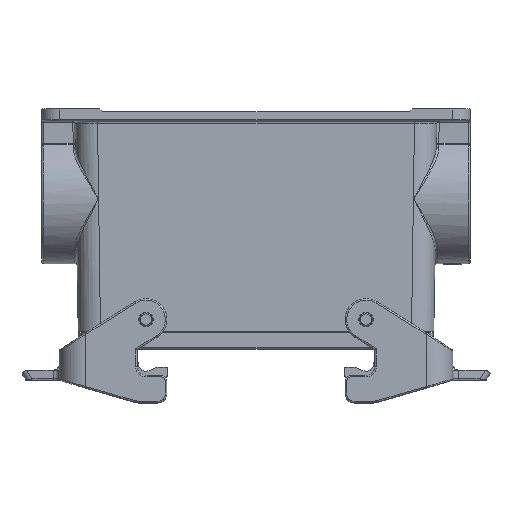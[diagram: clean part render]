
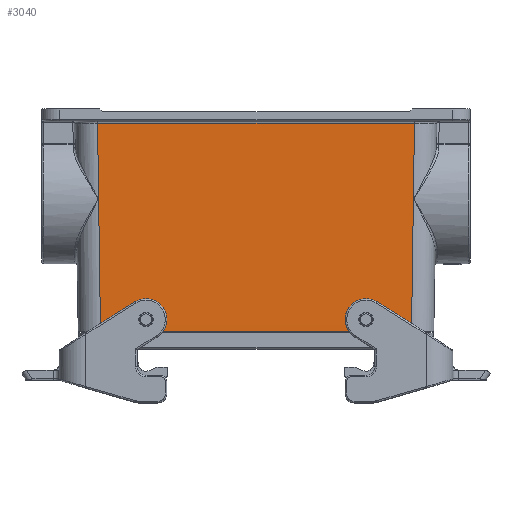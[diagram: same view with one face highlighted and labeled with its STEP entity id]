
A CAD part, top view. The second image highlights one B-rep face of the part: STEP entity #3040.
In plain terms, the highlighted planar face has unit normal (0, -0.011, 1).
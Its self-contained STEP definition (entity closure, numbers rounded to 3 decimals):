
#88=ELLIPSE('',#17697,3.5,3.5);
#89=ELLIPSE('',#17698,3.5,3.5);
#2197=FACE_BOUND('',#4612,.T.);
#2198=FACE_BOUND('',#4613,.T.);
#2199=FACE_BOUND('',#4614,.T.);
#2589=PLANE('',#17699);
#3040=ADVANCED_FACE('',(#2197,#2198,#2199),#2589,.F.);
#4612=EDGE_LOOP('',(#6678,#6679,#6680,#6681));
#4613=EDGE_LOOP('',(#6682,#6683,#6684,#6685));
#4614=EDGE_LOOP('',(#6686,#6687,#6688,#6689));
#6678=ORIENTED_EDGE('',*,*,#10312,.F.);
#6679=ORIENTED_EDGE('',*,*,#10313,.F.);
#6680=ORIENTED_EDGE('',*,*,#10314,.F.);
#6681=ORIENTED_EDGE('',*,*,#10315,.F.);
#6682=ORIENTED_EDGE('',*,*,#10316,.F.);
#6683=ORIENTED_EDGE('',*,*,#10317,.F.);
#6684=ORIENTED_EDGE('',*,*,#10318,.F.);
#6685=ORIENTED_EDGE('',*,*,#10319,.F.);
#6686=ORIENTED_EDGE('',*,*,#10320,.T.);
#6687=ORIENTED_EDGE('',*,*,#10321,.T.);
#6688=ORIENTED_EDGE('',*,*,#10322,.T.);
#6689=ORIENTED_EDGE('',*,*,#10248,.F.);
#8918=VERTEX_POINT('',#28360);
#8919=VERTEX_POINT('',#28362);
#8978=VERTEX_POINT('',#28512);
#8979=VERTEX_POINT('',#28513);
#8980=VERTEX_POINT('',#28515);
#8981=VERTEX_POINT('',#28526);
#8982=VERTEX_POINT('',#28529);
#8983=VERTEX_POINT('',#28530);
#8984=VERTEX_POINT('',#28532);
#8985=VERTEX_POINT('',#28543);
#8986=VERTEX_POINT('',#28546);
#8987=VERTEX_POINT('',#28548);
#10248=EDGE_CURVE('',#8918,#8919,#14193,.T.);
#10312=EDGE_CURVE('',#8978,#8979,#88,.T.);
#10313=EDGE_CURVE('',#8980,#8978,#14233,.T.);
#10314=EDGE_CURVE('',#8981,#8980,#12136,.T.);
#10315=EDGE_CURVE('',#8979,#8981,#14234,.T.);
#10316=EDGE_CURVE('',#8982,#8983,#89,.T.);
#10317=EDGE_CURVE('',#8984,#8982,#14235,.T.);
#10318=EDGE_CURVE('',#8985,#8984,#12137,.T.);
#10319=EDGE_CURVE('',#8983,#8985,#14236,.T.);
#10320=EDGE_CURVE('',#8918,#8986,#14237,.T.);
#10321=EDGE_CURVE('',#8986,#8987,#14238,.T.);
#10322=EDGE_CURVE('',#8987,#8919,#14239,.T.);
#12136=B_SPLINE_CURVE_WITH_KNOTS('',3,(#28516,#28517,#28518,#28519,#28520,
#28521,#28522,#28523,#28524,#28525),.UNSPECIFIED.,.F.,.F.,(4,2,2,2,4),(0.,
0.25,0.5,0.75,1.),.UNSPECIFIED.);
#12137=B_SPLINE_CURVE_WITH_KNOTS('',3,(#28533,#28534,#28535,#28536,#28537,
#28538,#28539,#28540,#28541,#28542),.UNSPECIFIED.,.F.,.F.,(4,2,2,2,4),(0.,
0.25,0.5,0.75,1.),.UNSPECIFIED.);
#14193=LINE('',#28361,#15195);
#14233=LINE('',#28514,#15235);
#14234=LINE('',#28527,#15236);
#14235=LINE('',#28531,#15237);
#14236=LINE('',#28544,#15238);
#14237=LINE('',#28545,#15239);
#14238=LINE('',#28547,#15240);
#14239=LINE('',#28549,#15241);
#15195=VECTOR('',#19984,1.);
#15235=VECTOR('',#20088,1.);
#15236=VECTOR('',#20089,1.);
#15237=VECTOR('',#20092,1.);
#15238=VECTOR('',#20093,1.);
#15239=VECTOR('',#20094,1.);
#15240=VECTOR('',#20095,1.);
#15241=VECTOR('',#20096,1.);
#17697=AXIS2_PLACEMENT_3D('',#28511,#20086,#20087);
#17698=AXIS2_PLACEMENT_3D('',#28528,#20090,#20091);
#17699=AXIS2_PLACEMENT_3D('',#28550,#20097,#20098);
#19984=DIRECTION('',(-1.,0.,0.));
#20086=DIRECTION('',(0.,-0.011,1.));
#20087=DIRECTION('',(0.,1.,0.011));
#20088=DIRECTION('',(1.,0.,0.));
#20089=DIRECTION('',(1.,0.,0.));
#20090=DIRECTION('',(0.,-0.011,1.));
#20091=DIRECTION('',(0.,1.,0.011));
#20092=DIRECTION('',(1.,0.,0.));
#20093=DIRECTION('',(1.,0.,0.));
#20094=DIRECTION('',(0.014,1.,0.011));
#20095=DIRECTION('',(-1.,0.,0.));
#20096=DIRECTION('',(0.014,-1.,-0.011));
#20097=DIRECTION('',(0.,0.011,-1.));
#20098=DIRECTION('',(-1.,0.,0.));
#28360=CARTESIAN_POINT('',(52.3,-5.7,21.5));
#28361=CARTESIAN_POINT('',(59.8,-5.7,21.5));
#28362=CARTESIAN_POINT('',(-52.3,-5.7,21.5));
#28511=CARTESIAN_POINT('',(37.,-1.55,21.547));
#28512=CARTESIAN_POINT('',(40.5,-1.55,21.547));
#28513=CARTESIAN_POINT('',(33.5,-1.55,21.547));
#28514=CARTESIAN_POINT('',(59.8,-1.55,21.547));
#28515=CARTESIAN_POINT('',(39.,-1.55,21.547));
#28516=CARTESIAN_POINT('',(35.,-1.55,21.547));
#28517=CARTESIAN_POINT('',(35.,-2.102,21.547));
#28518=CARTESIAN_POINT('',(35.196,-2.574,21.547));
#28519=CARTESIAN_POINT('',(35.976,-3.355,21.547));
#28520=CARTESIAN_POINT('',(36.448,-3.55,21.547));
#28521=CARTESIAN_POINT('',(37.552,-3.55,21.547));
#28522=CARTESIAN_POINT('',(38.024,-3.354,21.547));
#28523=CARTESIAN_POINT('',(38.805,-2.574,21.547));
#28524=CARTESIAN_POINT('',(39.,-2.103,21.547));
#28525=CARTESIAN_POINT('',(39.,-1.55,21.547));
#28526=CARTESIAN_POINT('',(35.,-1.55,21.547));
#28527=CARTESIAN_POINT('',(59.8,-1.55,21.547));
#28528=CARTESIAN_POINT('',(-37.,-1.55,21.547));
#28529=CARTESIAN_POINT('',(-33.5,-1.55,21.547));
#28530=CARTESIAN_POINT('',(-40.5,-1.55,21.547));
#28531=CARTESIAN_POINT('',(59.8,-1.55,21.547));
#28532=CARTESIAN_POINT('',(-35.,-1.55,21.547));
#28533=CARTESIAN_POINT('',(-39.,-1.55,21.547));
#28534=CARTESIAN_POINT('',(-39.,-2.102,21.547));
#28535=CARTESIAN_POINT('',(-38.804,-2.574,21.547));
#28536=CARTESIAN_POINT('',(-38.024,-3.355,21.547));
#28537=CARTESIAN_POINT('',(-37.552,-3.55,21.547));
#28538=CARTESIAN_POINT('',(-36.448,-3.55,21.547));
#28539=CARTESIAN_POINT('',(-35.976,-3.354,21.547));
#28540=CARTESIAN_POINT('',(-35.195,-2.574,21.547));
#28541=CARTESIAN_POINT('',(-35.,-2.103,21.547));
#28542=CARTESIAN_POINT('',(-35.,-1.55,21.547));
#28543=CARTESIAN_POINT('',(-39.,-1.55,21.547));
#28544=CARTESIAN_POINT('',(59.8,-1.55,21.547));
#28545=CARTESIAN_POINT('',(53.302,65.356,22.301));
#28546=CARTESIAN_POINT('',(53.289,64.459,22.291));
#28547=CARTESIAN_POINT('',(59.8,64.459,22.291));
#28548=CARTESIAN_POINT('',(-53.289,64.459,22.291));
#28549=CARTESIAN_POINT('',(-52.302,-5.594,21.501));
#28550=CARTESIAN_POINT('',(59.8,-5.7,21.5));
